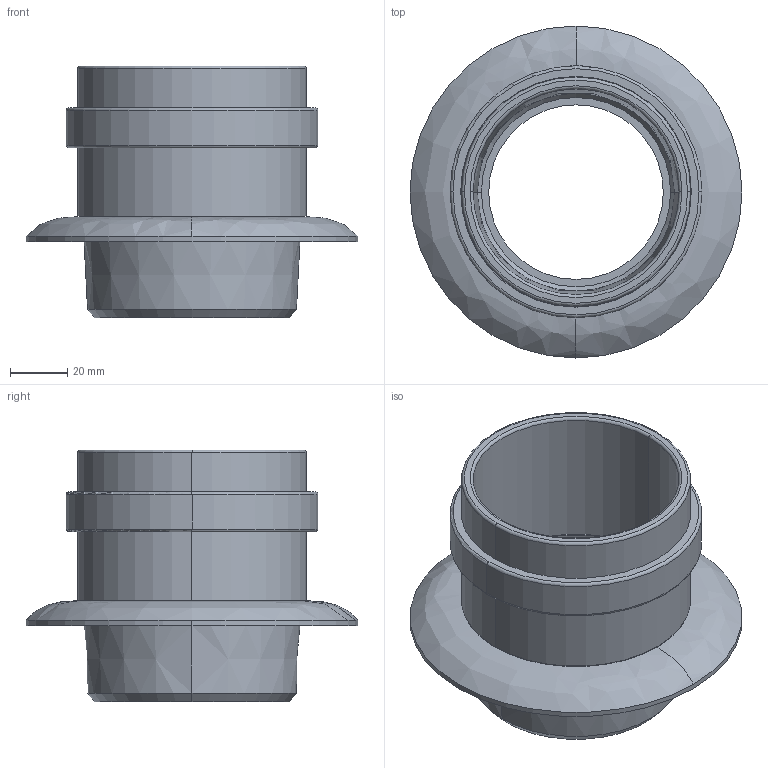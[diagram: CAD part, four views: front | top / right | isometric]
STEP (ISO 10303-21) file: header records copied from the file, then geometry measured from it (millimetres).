
FILE_DESCRIPTION (( 'STEP AP214' ), '1' );
FILE_NAME ('Sony SEL50F18F flare reducer a.STEP', '2025-03-04T19:34:08', ( '' ), ( '' ), 'SwSTEP 2.0', 'SolidWorks 2024', '' );
FILE_SCHEMA (( 'AUTOMOTIVE_DESIGN' ));
Length unit declared in the file: millimetre
Products named in the file (1): Sony SEL50F18F flare reducer a
Bounding box: 116 x 116 x 88 mm (x, y, z)
Volume: 102547.6 mm3; surface area: 88360.4 mm2
Topology: 5 solids, 5 shells, 100 faces, 235 edges, 150 vertices
Faces by surface type: cylinder 46, plane 32, cone 10, torus 8, bspline 4
Entity records: 3140 total; most frequent: CARTESIAN_POINT 686, DIRECTION 539, ORIENTED_EDGE 470, EDGE_CURVE 235, AXIS2_PLACEMENT_3D 223, VERTEX_POINT 150, CIRCLE 126, EDGE_LOOP 117
